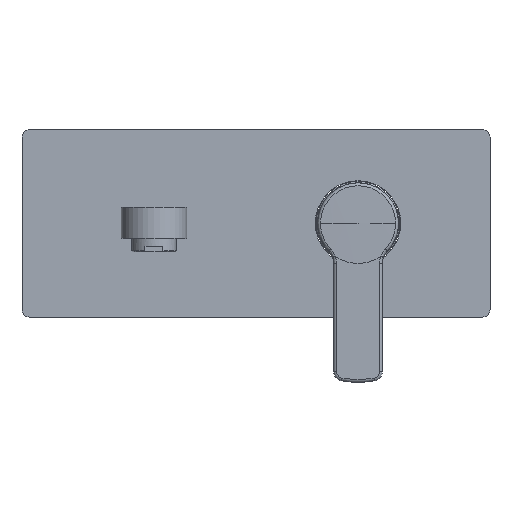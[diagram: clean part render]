
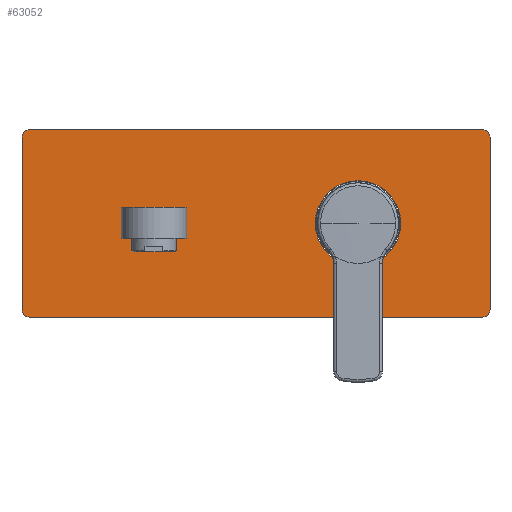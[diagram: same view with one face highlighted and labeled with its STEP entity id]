
A CAD part, top view. The second image highlights one B-rep face of the part: STEP entity #63052.
In plain terms, the highlighted planar face has unit normal (0, 0, 1).
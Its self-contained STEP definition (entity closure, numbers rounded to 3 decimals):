
#46415=CARTESIAN_POINT('',(-175.5,46.,47.));
#46416=DIRECTION('',(0.,0.,1.));
#46417=DIRECTION('',(0.,1.,0.));
#46418=AXIS2_PLACEMENT_3D('',#46415,#46416,#46417);
#46420=DIRECTION('',(-1.,0.,0.));
#46421=VECTOR('',#46420,242.);
#46422=CARTESIAN_POINT('',(66.5,50.,47.));
#46423=LINE('',#46422,#46421);
#46424=CARTESIAN_POINT('',(66.5,46.,47.));
#46425=DIRECTION('',(0.,0.,1.));
#46426=DIRECTION('',(1.,0.,0.));
#46427=AXIS2_PLACEMENT_3D('',#46424,#46425,#46426);
#46429=DIRECTION('',(0.,1.,0.));
#46430=VECTOR('',#46429,92.);
#46431=CARTESIAN_POINT('',(70.5,-46.,47.));
#46432=LINE('',#46431,#46430);
#46433=CARTESIAN_POINT('',(66.5,-46.,47.));
#46434=DIRECTION('',(0.,0.,1.));
#46435=DIRECTION('',(0.,-1.,0.));
#46436=AXIS2_PLACEMENT_3D('',#46433,#46434,#46435);
#46438=DIRECTION('',(1.,0.,0.));
#46439=VECTOR('',#46438,242.);
#46440=CARTESIAN_POINT('',(-175.5,-50.,47.));
#46441=LINE('',#46440,#46439);
#46442=CARTESIAN_POINT('',(-175.5,-46.,47.));
#46443=DIRECTION('',(0.,0.,1.));
#46444=DIRECTION('',(-1.,0.,0.));
#46445=AXIS2_PLACEMENT_3D('',#46442,#46443,#46444);
#46447=DIRECTION('',(0.,-1.,0.));
#46448=VECTOR('',#46447,92.);
#46449=CARTESIAN_POINT('',(-179.5,46.,47.));
#46450=LINE('',#46449,#46448);
#46451=CARTESIAN_POINT('',(0.,0.,47.));
#46452=DIRECTION('',(0.,0.,-1.));
#46453=DIRECTION('',(0.,1.,0.));
#46454=AXIS2_PLACEMENT_3D('',#46451,#46452,#46453);
#46456=CARTESIAN_POINT('',(0.,0.,47.));
#46457=DIRECTION('',(0.,0.,-1.));
#46458=DIRECTION('',(0.,-1.,0.));
#46459=AXIS2_PLACEMENT_3D('',#46456,#46457,#46458);
#46461=DIRECTION('',(1.,0.,0.));
#46462=VECTOR('',#46461,35.);
#46463=CARTESIAN_POINT('',(-126.5,-8.25,47.));
#46464=LINE('',#46463,#46462);
#46465=DIRECTION('',(0.,1.,0.));
#46466=VECTOR('',#46465,16.5);
#46467=CARTESIAN_POINT('',(-91.5,-8.25,47.));
#46468=LINE('',#46467,#46466);
#46469=DIRECTION('',(1.,0.,0.));
#46470=VECTOR('',#46469,35.);
#46471=CARTESIAN_POINT('',(-126.5,8.25,47.));
#46472=LINE('',#46471,#46470);
#46473=DIRECTION('',(0.,1.,0.));
#46474=VECTOR('',#46473,16.5);
#46475=CARTESIAN_POINT('',(-126.5,-8.25,47.));
#46476=LINE('',#46475,#46474);
#55821=CARTESIAN_POINT('',(0.,22.8,47.));
#55822=CARTESIAN_POINT('',(0.,-22.8,47.));
#55823=VERTEX_POINT('',#55821);
#55824=VERTEX_POINT('',#55822);
#55829=CARTESIAN_POINT('',(-175.5,50.,47.));
#55830=VERTEX_POINT('',#55829);
#55831=CARTESIAN_POINT('',(-179.5,46.,47.));
#55832=VERTEX_POINT('',#55831);
#55837=CARTESIAN_POINT('',(-179.5,-46.,47.));
#55838=VERTEX_POINT('',#55837);
#55839=CARTESIAN_POINT('',(-175.5,-50.,47.));
#55840=VERTEX_POINT('',#55839);
#55845=CARTESIAN_POINT('',(66.5,-50.,47.));
#55846=VERTEX_POINT('',#55845);
#55847=CARTESIAN_POINT('',(70.5,-46.,47.));
#55848=VERTEX_POINT('',#55847);
#55853=CARTESIAN_POINT('',(70.5,46.,47.));
#55854=VERTEX_POINT('',#55853);
#55855=CARTESIAN_POINT('',(66.5,50.,47.));
#55856=VERTEX_POINT('',#55855);
#55937=CARTESIAN_POINT('',(-126.5,-8.25,47.));
#55938=CARTESIAN_POINT('',(-91.5,-8.25,47.));
#55939=VERTEX_POINT('',#55937);
#55940=VERTEX_POINT('',#55938);
#55941=CARTESIAN_POINT('',(-126.5,8.25,47.));
#55942=CARTESIAN_POINT('',(-91.5,8.25,47.));
#55943=VERTEX_POINT('',#55941);
#55944=VERTEX_POINT('',#55942);
#63015=CARTESIAN_POINT('',(-54.5,0.,47.));
#63016=DIRECTION('',(0.,0.,1.));
#63017=DIRECTION('',(0.,1.,0.));
#63018=AXIS2_PLACEMENT_3D('',#63015,#63016,#63017);
#63019=PLANE('',#63018);
#63021=ORIENTED_EDGE('',*,*,#63020,.F.);
#63023=ORIENTED_EDGE('',*,*,#63022,.F.);
#63025=ORIENTED_EDGE('',*,*,#63024,.F.);
#63027=ORIENTED_EDGE('',*,*,#63026,.F.);
#63029=ORIENTED_EDGE('',*,*,#63028,.F.);
#63031=ORIENTED_EDGE('',*,*,#63030,.F.);
#63033=ORIENTED_EDGE('',*,*,#63032,.F.);
#63035=ORIENTED_EDGE('',*,*,#63034,.F.);
#63036=EDGE_LOOP('',(#63021,#63023,#63025,#63027,#63029,#63031,#63033,#63035));
#63037=FACE_OUTER_BOUND('',#63036,.F.);
#63039=ORIENTED_EDGE('',*,*,#63038,.F.);
#63041=ORIENTED_EDGE('',*,*,#63040,.F.);
#63042=EDGE_LOOP('',(#63039,#63041));
#63043=FACE_BOUND('',#63042,.F.);
#63044=ORIENTED_EDGE('',*,*,#62964,.T.);
#63046=ORIENTED_EDGE('',*,*,#63045,.T.);
#63048=ORIENTED_EDGE('',*,*,#63047,.F.);
#63049=ORIENTED_EDGE('',*,*,#62998,.F.);
#63050=EDGE_LOOP('',(#63044,#63046,#63048,#63049));
#63051=FACE_BOUND('',#63050,.F.);
#63052=ADVANCED_FACE('',(#63037,#63043,#63051),#63019,.T.);
#46419=CIRCLE('',#46418,4.);
#46428=CIRCLE('',#46427,4.);
#46437=CIRCLE('',#46436,4.);
#46446=CIRCLE('',#46445,4.);
#46455=CIRCLE('',#46454,22.8);
#46460=CIRCLE('',#46459,22.8);
#62964=EDGE_CURVE('',#55939,#55940,#46464,.T.);
#62998=EDGE_CURVE('',#55939,#55943,#46476,.T.);
#63020=EDGE_CURVE('',#55830,#55832,#46419,.T.);
#63022=EDGE_CURVE('',#55856,#55830,#46423,.T.);
#63024=EDGE_CURVE('',#55854,#55856,#46428,.T.);
#63026=EDGE_CURVE('',#55848,#55854,#46432,.T.);
#63028=EDGE_CURVE('',#55846,#55848,#46437,.T.);
#63030=EDGE_CURVE('',#55840,#55846,#46441,.T.);
#63032=EDGE_CURVE('',#55838,#55840,#46446,.T.);
#63034=EDGE_CURVE('',#55832,#55838,#46450,.T.);
#63038=EDGE_CURVE('',#55823,#55824,#46455,.T.);
#63040=EDGE_CURVE('',#55824,#55823,#46460,.T.);
#63045=EDGE_CURVE('',#55940,#55944,#46468,.T.);
#63047=EDGE_CURVE('',#55943,#55944,#46472,.T.);
